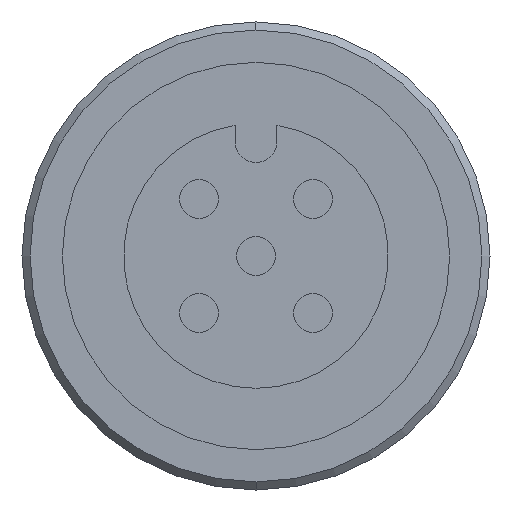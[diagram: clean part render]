
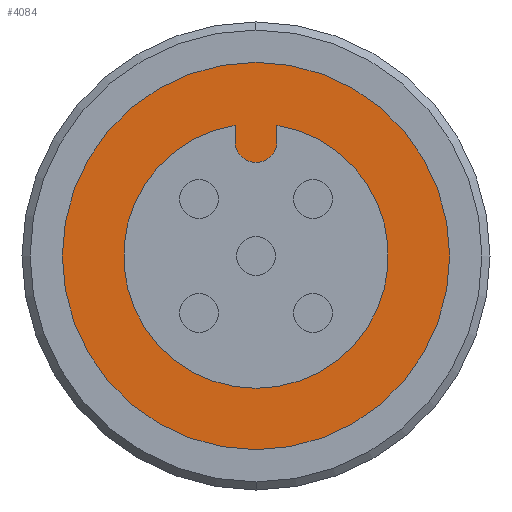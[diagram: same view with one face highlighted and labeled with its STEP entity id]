
A CAD part, left-side view. The second image highlights one B-rep face of the part: STEP entity #4084.
In plain terms, the highlighted planar face has unit normal (-1, 0, 0).
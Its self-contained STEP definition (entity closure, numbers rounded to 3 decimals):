
#68 = CIRCLE ( 'NONE', #1138, 0.65 ) ;
#276 = DIRECTION ( 'NONE',  ( -1., 0., 0. ) ) ;
#283 = DIRECTION ( 'NONE',  ( 0., 0., -1. ) ) ;
#291 = CARTESIAN_POINT ( 'NONE',  ( -5.4, 0., 3.55 ) ) ;
#413 = CIRCLE ( 'NONE', #2690, 6. ) ;
#417 = CIRCLE ( 'NONE', #2813, 4.1 ) ;
#432 = CARTESIAN_POINT ( 'NONE',  ( -5.4, -0.65, 3.55 ) ) ;
#443 = EDGE_CURVE ( 'NONE', #5268, #3921, #885, .T. ) ;
#464 = VECTOR ( 'NONE', #4390, 1000. ) ;
#493 = LINE ( 'NONE', #4396, #464 ) ;
#555 = VECTOR ( 'NONE', #4131, 1000. ) ;
#572 = LINE ( 'NONE', #3970, #555 ) ;
#594 = CIRCLE ( 'NONE', #3310, 0.65 ) ;
#634 = EDGE_CURVE ( 'NONE', #5277, #5114, #692, .T. ) ;
#692 = CIRCLE ( 'NONE', #3528, 4.1 ) ;
#738 = EDGE_CURVE ( 'NONE', #6052, #5528, #594, .T. ) ;
#795 = EDGE_CURVE ( 'NONE', #5528, #5277, #572, .T. ) ;
#882 = EDGE_CURVE ( 'NONE', #5255, #5660, #493, .T. ) ;
#885 = CIRCLE ( 'NONE', #4372, 6. ) ;
#939 = EDGE_CURVE ( 'NONE', #5114, #5660, #417, .T. ) ;
#959 = EDGE_CURVE ( 'NONE', #3921, #5268, #413, .T. ) ;
#1138 = AXIS2_PLACEMENT_3D ( 'NONE', #291, #276, #283 ) ;
#1399 = EDGE_CURVE ( 'NONE', #5255, #6052, #68, .T. ) ;
#1573 = DIRECTION ( 'NONE',  ( 0., 0., 1. ) ) ;
#1580 = DIRECTION ( 'NONE',  ( -1., 0., 0. ) ) ;
#1587 = PLANE ( 'NONE',  #3883 ) ;
#1602 = CARTESIAN_POINT ( 'NONE',  ( -5.4, 0., 0. ) ) ;
#1643 = ORIENTED_EDGE ( 'NONE', *, *, #634, .T. ) ;
#2003 = CARTESIAN_POINT ( 'NONE',  ( -5.4, 0.65, 4.048 ) ) ;
#2159 = CARTESIAN_POINT ( 'NONE',  ( -5.4, 0., 6. ) ) ;
#2339 = ORIENTED_EDGE ( 'NONE', *, *, #1399, .T. ) ;
#2625 = FACE_OUTER_BOUND ( 'NONE', #6720, .T. ) ;
#2690 = AXIS2_PLACEMENT_3D ( 'NONE', #4862, #4882, #4891 ) ;
#2813 = AXIS2_PLACEMENT_3D ( 'NONE', #4750, #4751, #4766 ) ;
#2923 = CARTESIAN_POINT ( 'NONE',  ( -5.4, -0.65, 4.048 ) ) ;
#2948 = CARTESIAN_POINT ( 'NONE',  ( -5.4, 0.65, 3.55 ) ) ;
#2960 = CARTESIAN_POINT ( 'NONE',  ( -5.4, 0., -6. ) ) ;
#3310 = AXIS2_PLACEMENT_3D ( 'NONE', #3974, #3980, #3989 ) ;
#3408 = CARTESIAN_POINT ( 'NONE',  ( -5.4, 0., 0. ) ) ;
#3411 = DIRECTION ( 'NONE',  ( 1., 0., 0. ) ) ;
#3418 = DIRECTION ( 'NONE',  ( 0., 0., -1. ) ) ;
#3528 = AXIS2_PLACEMENT_3D ( 'NONE', #3408, #3411, #3418 ) ;
#3729 = CARTESIAN_POINT ( 'NONE',  ( -5.4, 0., -4.1 ) ) ;
#3883 = AXIS2_PLACEMENT_3D ( 'NONE', #1602, #1580, #1573 ) ;
#3921 = VERTEX_POINT ( 'NONE', #2159 ) ;
#3970 = CARTESIAN_POINT ( 'NONE',  ( -5.4, -0.65, 0. ) ) ;
#3974 = CARTESIAN_POINT ( 'NONE',  ( -5.4, 0., 3.55 ) ) ;
#3980 = DIRECTION ( 'NONE',  ( -1., 0., 0. ) ) ;
#3989 = DIRECTION ( 'NONE',  ( 0., 0., -1. ) ) ;
#4084 = ADVANCED_FACE ( 'NONE', ( #2625, #5552 ), #1587, .T. ) ;
#4131 = DIRECTION ( 'NONE',  ( 0., 0., 1. ) ) ;
#4248 = ORIENTED_EDGE ( 'NONE', *, *, #443, .T. ) ;
#4372 = AXIS2_PLACEMENT_3D ( 'NONE', #5666, #5669, #5681 ) ;
#4390 = DIRECTION ( 'NONE',  ( 0., 0., 1. ) ) ;
#4396 = CARTESIAN_POINT ( 'NONE',  ( -5.4, 0.65, 0. ) ) ;
#4750 = CARTESIAN_POINT ( 'NONE',  ( -5.4, 0., 0. ) ) ;
#4751 = DIRECTION ( 'NONE',  ( 1., 0., 0. ) ) ;
#4766 = DIRECTION ( 'NONE',  ( 0., 0., -1. ) ) ;
#4862 = CARTESIAN_POINT ( 'NONE',  ( -5.4, 0., 0. ) ) ;
#4882 = DIRECTION ( 'NONE',  ( -1., 0., 0. ) ) ;
#4891 = DIRECTION ( 'NONE',  ( 0., 0., 1. ) ) ;
#4981 = ORIENTED_EDGE ( 'NONE', *, *, #882, .F. ) ;
#5114 = VERTEX_POINT ( 'NONE', #3729 ) ;
#5255 = VERTEX_POINT ( 'NONE', #2948 ) ;
#5268 = VERTEX_POINT ( 'NONE', #2960 ) ;
#5277 = VERTEX_POINT ( 'NONE', #2923 ) ;
#5528 = VERTEX_POINT ( 'NONE', #432 ) ;
#5552 = FACE_BOUND ( 'NONE', #6876, .T. ) ;
#5660 = VERTEX_POINT ( 'NONE', #2003 ) ;
#5666 = CARTESIAN_POINT ( 'NONE',  ( -5.4, 0., 0. ) ) ;
#5669 = DIRECTION ( 'NONE',  ( -1., 0., 0. ) ) ;
#5681 = DIRECTION ( 'NONE',  ( 0., 0., 1. ) ) ;
#5698 = ORIENTED_EDGE ( 'NONE', *, *, #795, .T. ) ;
#5736 = ORIENTED_EDGE ( 'NONE', *, *, #738, .T. ) ;
#6052 = VERTEX_POINT ( 'NONE', #6785 ) ;
#6720 = EDGE_LOOP ( 'NONE', ( #7308, #4248 ) ) ;
#6785 = CARTESIAN_POINT ( 'NONE',  ( -5.4, 0., 2.9 ) ) ;
#6876 = EDGE_LOOP ( 'NONE', ( #1643, #6918, #4981, #2339, #5736, #5698 ) ) ;
#6918 = ORIENTED_EDGE ( 'NONE', *, *, #939, .T. ) ;
#7308 = ORIENTED_EDGE ( 'NONE', *, *, #959, .T. ) ;
